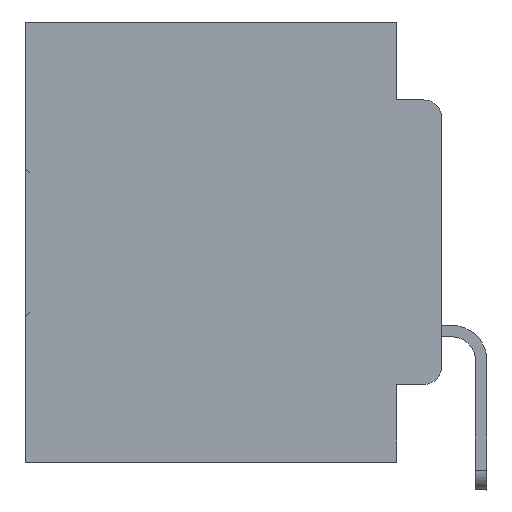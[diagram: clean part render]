
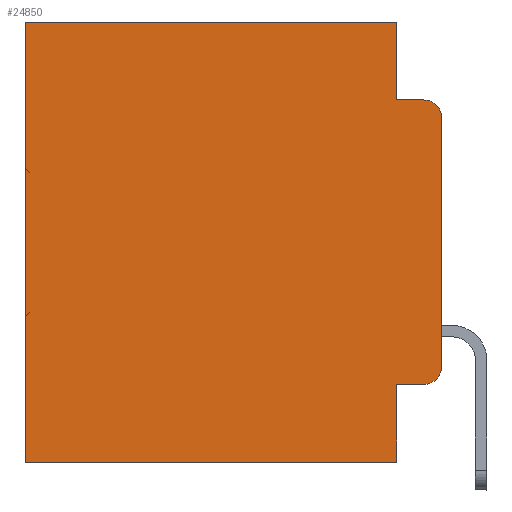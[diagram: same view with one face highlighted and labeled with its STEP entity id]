
A CAD part, left-side view. The second image highlights one B-rep face of the part: STEP entity #24850.
In plain terms, the highlighted planar face has unit normal (-1, 0, 0).
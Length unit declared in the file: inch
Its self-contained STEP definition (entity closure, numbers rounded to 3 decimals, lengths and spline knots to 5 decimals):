
#61 = CARTESIAN_POINT ( 'NONE',  ( 0.298, 0.02, -0.0885 ) ) ;
#307 = VECTOR ( 'NONE', #23427, 39.37008 ) ;
#612 = EDGE_CURVE ( 'NONE', #32230, #13161, #8196, .T. ) ;
#1693 = LINE ( 'NONE', #5038, #22459 ) ;
#2583 = LINE ( 'NONE', #20908, #22969 ) ;
#2784 = FACE_OUTER_BOUND ( 'NONE', #15957, .T. ) ;
#3037 = CARTESIAN_POINT ( 'NONE',  ( 0.298, 0.051, -0.4115 ) ) ;
#3932 = VECTOR ( 'NONE', #25748, 39.37008 ) ;
#4562 = CARTESIAN_POINT ( 'NONE',  ( 0.298, 0.051, 0. ) ) ;
#4724 = CARTESIAN_POINT ( 'NONE',  ( 0.298, 0., -0.1085 ) ) ;
#4852 = DIRECTION ( 'NONE',  ( -1., 0., 0. ) ) ;
#5038 = CARTESIAN_POINT ( 'NONE',  ( 0.298, 0.473, 0. ) ) ;
#5151 = LINE ( 'NONE', #7854, #31576 ) ;
#5525 = EDGE_CURVE ( 'NONE', #11143, #7934, #31793, .T. ) ;
#5706 = ORIENTED_EDGE ( 'NONE', *, *, #612, .F. ) ;
#6024 = EDGE_CURVE ( 'NONE', #12935, #11143, #8458, .T. ) ;
#6177 = ORIENTED_EDGE ( 'NONE', *, *, #23612, .T. ) ;
#6883 = CARTESIAN_POINT ( 'NONE',  ( 0.298, 0.051, -0.0885 ) ) ;
#6971 = DIRECTION ( 'NONE',  ( 1., 0., 0. ) ) ;
#7598 = EDGE_CURVE ( 'NONE', #14131, #21509, #9247, .T. ) ;
#7854 = CARTESIAN_POINT ( 'NONE',  ( 0.298, 0., -0.5 ) ) ;
#7856 = CARTESIAN_POINT ( 'NONE',  ( 0.298, 0.02, -0.1085 ) ) ;
#7934 = VERTEX_POINT ( 'NONE', #61 ) ;
#8196 = LINE ( 'NONE', #33213, #307 ) ;
#8420 = EDGE_CURVE ( 'NONE', #12935, #22683, #2583, .T. ) ;
#8458 = LINE ( 'NONE', #4562, #3932 ) ;
#8632 = CIRCLE ( 'NONE', #28083, 0.02 ) ;
#9247 = LINE ( 'NONE', #27272, #28793 ) ;
#11143 = VERTEX_POINT ( 'NONE', #30884 ) ;
#11535 = DIRECTION ( 'NONE',  ( 0., -1., 0. ) ) ;
#11562 = CARTESIAN_POINT ( 'NONE',  ( 0.298, 0.473, -0.5 ) ) ;
#11587 = AXIS2_PLACEMENT_3D ( 'NONE', #7856, #4852, #20885 ) ;
#11988 = DIRECTION ( 'NONE',  ( 0., -1., 0. ) ) ;
#12035 = DIRECTION ( 'NONE',  ( -1., 0., 0. ) ) ;
#12599 = ORIENTED_EDGE ( 'NONE', *, *, #24202, .T. ) ;
#12935 = VERTEX_POINT ( 'NONE', #32394 ) ;
#12976 = DIRECTION ( 'NONE',  ( 0., 1., 0. ) ) ;
#13025 = DIRECTION ( 'NONE',  ( 0., 0., -1. ) ) ;
#13161 = VERTEX_POINT ( 'NONE', #14861 ) ;
#14131 = VERTEX_POINT ( 'NONE', #4724 ) ;
#14861 = CARTESIAN_POINT ( 'NONE',  ( 0.298, 0.051, -0.5 ) ) ;
#15957 = EDGE_LOOP ( 'NONE', ( #32938, #12599, #32782, #30939, #23492, #21735, #30038, #5706, #27314, #6177 ) ) ;
#16237 = EDGE_CURVE ( 'NONE', #13161, #30069, #5151, .T. ) ;
#19573 = CARTESIAN_POINT ( 'NONE',  ( 0.298, 0., -0.3915 ) ) ;
#19879 = PLANE ( 'NONE',  #26378 ) ;
#20885 = DIRECTION ( 'NONE',  ( 0., 0., -1. ) ) ;
#20908 = CARTESIAN_POINT ( 'NONE',  ( 0.298, 0., 0. ) ) ;
#21509 = VERTEX_POINT ( 'NONE', #19573 ) ;
#21735 = ORIENTED_EDGE ( 'NONE', *, *, #22793, .T. ) ;
#22101 = CARTESIAN_POINT ( 'NONE',  ( 0.298, 0.02, -0.4115 ) ) ;
#22305 = CARTESIAN_POINT ( 'NONE',  ( 0.298, 0.051, -0.4115 ) ) ;
#22459 = VECTOR ( 'NONE', #13025, 39.37008 ) ;
#22683 = VERTEX_POINT ( 'NONE', #23416 ) ;
#22696 = CARTESIAN_POINT ( 'NONE',  ( 0.298, 0., 0. ) ) ;
#22793 = EDGE_CURVE ( 'NONE', #22683, #30069, #1693, .T. ) ;
#22905 = VECTOR ( 'NONE', #11535, 39.37008 ) ;
#22969 = VECTOR ( 'NONE', #12976, 39.37008 ) ;
#23416 = CARTESIAN_POINT ( 'NONE',  ( 0.298, 0.473, 0. ) ) ;
#23427 = DIRECTION ( 'NONE',  ( 0., 0., -1. ) ) ;
#23492 = ORIENTED_EDGE ( 'NONE', *, *, #8420, .T. ) ;
#23612 = EDGE_CURVE ( 'NONE', #26775, #21509, #8632, .T. ) ;
#24202 = EDGE_CURVE ( 'NONE', #14131, #7934, #31863, .T. ) ;
#24326 = VECTOR ( 'NONE', #11988, 39.37008 ) ;
#24850 = ADVANCED_FACE ( 'NONE', ( #2784 ), #19879, .F. ) ;
#25378 = DIRECTION ( 'NONE',  ( 0., 0., -1. ) ) ;
#25748 = DIRECTION ( 'NONE',  ( 0., 0., -1. ) ) ;
#26378 = AXIS2_PLACEMENT_3D ( 'NONE', #22696, #6971, #25378 ) ;
#26775 = VERTEX_POINT ( 'NONE', #22101 ) ;
#27049 = DIRECTION ( 'NONE',  ( 0., 0., -1. ) ) ;
#27272 = CARTESIAN_POINT ( 'NONE',  ( 0.298, 0., 0. ) ) ;
#27314 = ORIENTED_EDGE ( 'NONE', *, *, #31148, .T. ) ;
#28083 = AXIS2_PLACEMENT_3D ( 'NONE', #30281, #12035, #33284 ) ;
#28793 = VECTOR ( 'NONE', #27049, 39.37008 ) ;
#29321 = DIRECTION ( 'NONE',  ( 0., 1., 0. ) ) ;
#29499 = LINE ( 'NONE', #22305, #22905 ) ;
#30038 = ORIENTED_EDGE ( 'NONE', *, *, #16237, .F. ) ;
#30069 = VERTEX_POINT ( 'NONE', #11562 ) ;
#30281 = CARTESIAN_POINT ( 'NONE',  ( 0.298, 0.02, -0.3915 ) ) ;
#30884 = CARTESIAN_POINT ( 'NONE',  ( 0.298, 0.051, -0.0885 ) ) ;
#30939 = ORIENTED_EDGE ( 'NONE', *, *, #6024, .F. ) ;
#31148 = EDGE_CURVE ( 'NONE', #32230, #26775, #29499, .T. ) ;
#31576 = VECTOR ( 'NONE', #29321, 39.37008 ) ;
#31793 = LINE ( 'NONE', #6883, #24326 ) ;
#31863 = CIRCLE ( 'NONE', #11587, 0.02 ) ;
#32230 = VERTEX_POINT ( 'NONE', #3037 ) ;
#32394 = CARTESIAN_POINT ( 'NONE',  ( 0.298, 0.051, 0. ) ) ;
#32782 = ORIENTED_EDGE ( 'NONE', *, *, #5525, .F. ) ;
#32938 = ORIENTED_EDGE ( 'NONE', *, *, #7598, .F. ) ;
#33213 = CARTESIAN_POINT ( 'NONE',  ( 0.298, 0.051, 0. ) ) ;
#33284 = DIRECTION ( 'NONE',  ( 0., 0., -1. ) ) ;
